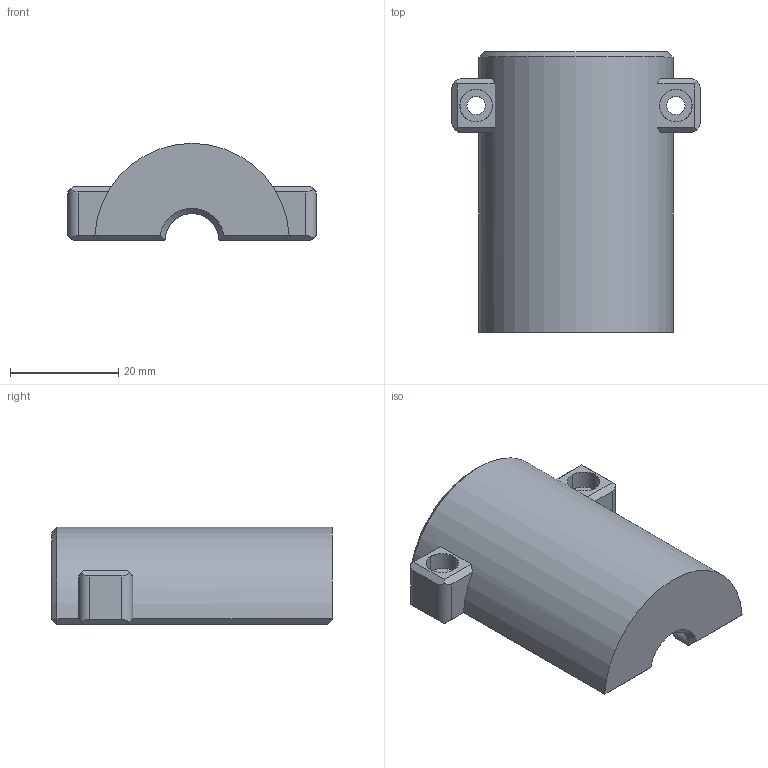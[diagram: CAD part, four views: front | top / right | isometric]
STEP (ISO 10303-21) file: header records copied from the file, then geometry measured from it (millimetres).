
FILE_DESCRIPTION (( 'STEP AP214' ), '1' );
FILE_NAME ('驗郲盓殤狟.STEP', '2021-04-08T04:09:23', ( '' ), ( '' ), 'SwSTEP 2.0', 'SolidWorks 2019', '' );
FILE_SCHEMA (( 'AUTOMOTIVE_DESIGN' ));
Length unit declared in the file: millimetre
Products named in the file (1): 驗郲盓殤狟
Bounding box: 46 x 52 x 18 mm (x, y, z)
Volume: 10787.2 mm3; surface area: 7217.5 mm2
Topology: 1 solids, 1 shells, 76 faces, 204 edges, 132 vertices
Faces by surface type: plane 51, cylinder 17, cone 8
Entity records: 2399 total; most frequent: CARTESIAN_POINT 527, ORIENTED_EDGE 408, DIRECTION 359, EDGE_CURVE 204, VERTEX_POINT 132, LINE 127, VECTOR 127, AXIS2_PLACEMENT_3D 116
